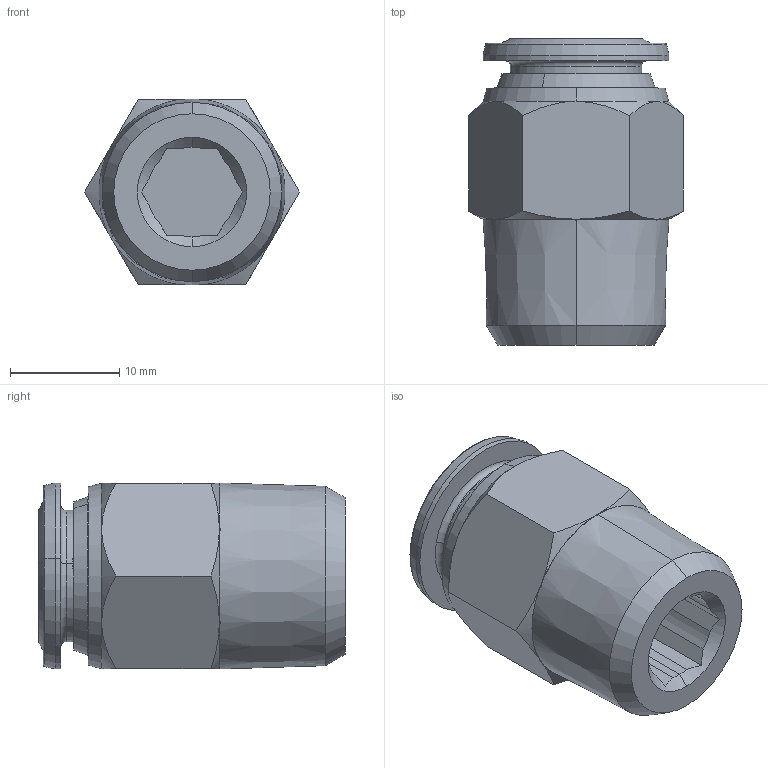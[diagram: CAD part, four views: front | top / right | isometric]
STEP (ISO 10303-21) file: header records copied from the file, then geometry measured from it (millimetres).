
FILE_DESCRIPTION (( 'STEP AP214' ), '1' );
FILE_NAME ('6000000008.step', '2012-10-16T16:30:26', ( '' ), ( '' ), 'SwSTEP 2.0', 'SolidWorks 2012', '' );
FILE_SCHEMA (( 'AUTOMOTIVE_DESIGN' ));
Length unit declared in the file: millimetre
Products named in the file (1): 6000000008
Bounding box: 19.63 x 28 x 17 mm (x, y, z)
Volume: 5397.8 mm3; surface area: 2477.8 mm2
Topology: 1 solids, 1 shells, 96 faces, 242 edges, 148 vertices
Faces by surface type: plane 43, cone 32, cylinder 15, torus 6
Entity records: 4105 total; most frequent: CARTESIAN_POINT 725, DIRECTION 489, ORIENTED_EDGE 480, EDGE_CURVE 240, AXIS2_PLACEMENT_3D 196, VERTEX_POINT 148, EDGE_LOOP 102, CIRCLE 99
